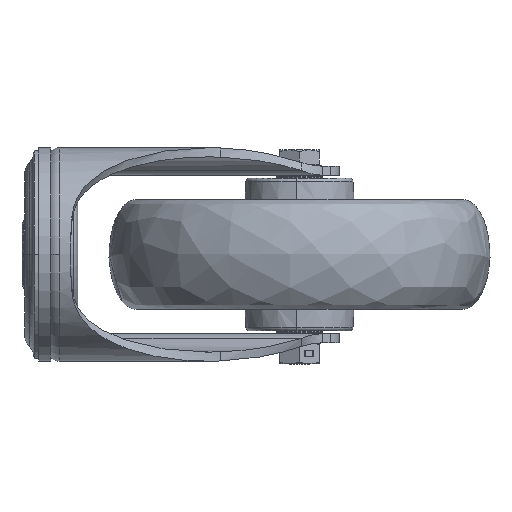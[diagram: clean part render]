
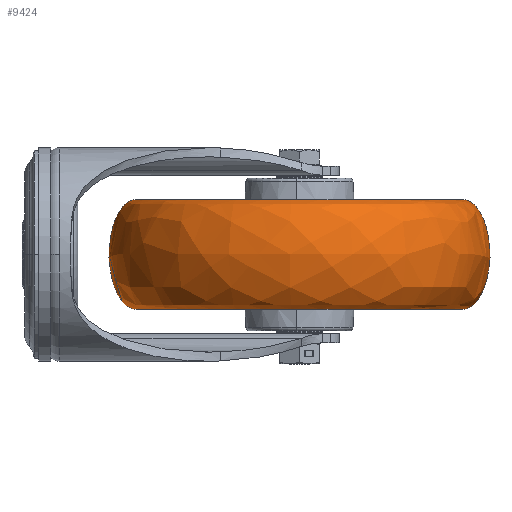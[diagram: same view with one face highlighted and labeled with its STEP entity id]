
A CAD part, left-side view. The second image highlights one B-rep face of the part: STEP entity #9424.
In plain terms, the highlighted free-form (B-spline) face has degree [3, 3] with [4, 4] control points.
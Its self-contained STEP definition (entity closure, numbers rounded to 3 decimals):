
#163 = ORIENTED_EDGE ( 'NONE', *, *, #14779, .T. ) ;
#167 = CARTESIAN_POINT ( 'NONE',  ( 42.668, -37.567, -18. ) ) ;
#633 = CARTESIAN_POINT ( 'NONE',  ( -69.535, -139.098, 18. ) ) ;
#1617 = AXIS2_PLACEMENT_3D ( 'NONE', #21679, #17719, #21428 ) ;
#1948 = FACE_OUTER_BOUND ( 'NONE', #20345, .T. ) ;
#3134 = CARTESIAN_POINT ( 'NONE',  ( 42.668, -37.567, -18. ) ) ;
#3221 = CARTESIAN_POINT ( 'NONE',  ( 42.668, -37.567, 18. ) ) ;
#3503 = DIRECTION ( 'NONE',  ( 0., 0., 1. ) ) ;
#3839 = CARTESIAN_POINT ( 'NONE',  ( 43.565, -19.589, -18. ) ) ;
#4288 = CARTESIAN_POINT ( 'NONE',  ( -64.199, -32.231, 18. ) ) ;
#4606 = VERTEX_POINT ( 'NONE', #21009 ) ;
#4637 = EDGE_CURVE ( 'NONE', #4606, #9349, #20354, .T. ) ;
#4641 = CARTESIAN_POINT ( 'NONE',  ( 37.332, -144.433, 18. ) ) ;
#6074 = CARTESIAN_POINT ( 'NONE',  ( 43.565, -19.589, 18. ) ) ;
#6489 = CARTESIAN_POINT ( 'NONE',  ( 37.332, -144.433, 18. ) ) ;
#7077 = CIRCLE ( 'NONE', #18538, 53.5 ) ;
#7361 = CARTESIAN_POINT ( 'NONE',  ( -64.199, -32.231, -18. ) ) ;
#7998 = CARTESIAN_POINT ( 'NONE',  ( 37.332, -144.433, -18. ) ) ;
#9103 = CARTESIAN_POINT ( 'NONE',  ( 36.435, -162.411, 18. ) ) ;
#9235 = VERTEX_POINT ( 'NONE', #7998 ) ;
#9252 = CARTESIAN_POINT ( 'NONE',  ( -106.387, -155.281, -18. ) ) ;
#9349 = VERTEX_POINT ( 'NONE', #3221 ) ;
#9424 = ADVANCED_FACE ( 'NONE', ( #1948 ), #14537, .F. ) ;
#10773 = CARTESIAN_POINT ( 'NONE',  ( 37.332, -144.433, 18. ) ) ;
#10895 = CARTESIAN_POINT ( 'NONE',  ( 37.332, -144.433, -18. ) ) ;
#11067 = CARTESIAN_POINT ( 'NONE',  ( -99.257, -12.459, -18. ) ) ;
#11878 = CARTESIAN_POINT ( 'NONE',  ( 42.668, -37.567, 18. ) ) ;
#11926 = CARTESIAN_POINT ( 'NONE',  ( 43.565, -19.589, -18. ) ) ;
#12867 = CARTESIAN_POINT ( 'NONE',  ( 40., -91., -18. ) ) ;
#13101 = CARTESIAN_POINT ( 'NONE',  ( 36.435, -162.411, -18. ) ) ;
#13456 = CARTESIAN_POINT ( 'NONE',  ( 36.435, -162.411, 18. ) ) ;
#14537 =( BOUNDED_SURFACE ( )  B_SPLINE_SURFACE ( 3, 3, ( 
 ( #167, #7361, #20143, #16558 ),
 ( #3839, #11067, #9252, #13101 ),
 ( #6074, #15267, #15608, #13456 ),
 ( #11878, #4288, #633, #4641 ) ),
 .UNSPECIFIED., .F., .F., .F. ) 
 B_SPLINE_SURFACE_WITH_KNOTS ( ( 4, 4 ),
 ( 4, 4 ),
 ( 0., 1. ),
 ( 0., 1. ),
 .UNSPECIFIED. ) 
 GEOMETRIC_REPRESENTATION_ITEM ( )  RATIONAL_B_SPLINE_SURFACE ( (
 ( 1., 0.333, 0.333, 1.),
 ( 0.333, 0.111, 0.111, 0.333),
 ( 0.333, 0.111, 0.111, 0.333),
 ( 1., 0.333, 0.333, 1.) ) ) 
 REPRESENTATION_ITEM ( '' )  SURFACE ( )  );
#14644 = ORIENTED_EDGE ( 'NONE', *, *, #20865, .F. ) ;
#14779 = EDGE_CURVE ( 'NONE', #4606, #9235, #7077, .T. ) ;
#14851 = CARTESIAN_POINT ( 'NONE',  ( 36.435, -162.411, -18. ) ) ;
#15267 = CARTESIAN_POINT ( 'NONE',  ( -99.257, -12.459, 18. ) ) ;
#15608 = CARTESIAN_POINT ( 'NONE',  ( -106.387, -155.281, 18. ) ) ;
#15881 = CARTESIAN_POINT ( 'NONE',  ( 42.668, -37.567, 18. ) ) ;
#16082 = ORIENTED_EDGE ( 'NONE', *, *, #22253, .T. ) ;
#16558 = CARTESIAN_POINT ( 'NONE',  ( 37.332, -144.433, -18. ) ) ;
#17719 = DIRECTION ( 'NONE',  ( 0., 0., 1. ) ) ;
#17730 =( BOUNDED_CURVE ( )  B_SPLINE_CURVE ( 3, ( #10895, #14851, #9103, #10773 ),
 .UNSPECIFIED., .F., .F. ) 
 B_SPLINE_CURVE_WITH_KNOTS ( ( 4, 4 ),
 ( 0., 3.142 ),
 .UNSPECIFIED. ) 
 CURVE ( )  GEOMETRIC_REPRESENTATION_ITEM ( )  RATIONAL_B_SPLINE_CURVE ( ( 1., 0.333, 0.333, 1. ) ) 
 REPRESENTATION_ITEM ( '' )  );
#18538 = AXIS2_PLACEMENT_3D ( 'NONE', #12867, #3503, #21976 ) ;
#19011 = ORIENTED_EDGE ( 'NONE', *, *, #4637, .F. ) ;
#19569 = CARTESIAN_POINT ( 'NONE',  ( 43.565, -19.589, 18. ) ) ;
#20143 = CARTESIAN_POINT ( 'NONE',  ( -69.535, -139.098, -18. ) ) ;
#20345 = EDGE_LOOP ( 'NONE', ( #163, #16082, #14644, #19011 ) ) ;
#20354 =( BOUNDED_CURVE ( )  B_SPLINE_CURVE ( 3, ( #3134, #11926, #19569, #15881 ),
 .UNSPECIFIED., .F., .F. ) 
 B_SPLINE_CURVE_WITH_KNOTS ( ( 4, 4 ),
 ( 0., 3.142 ),
 .UNSPECIFIED. ) 
 CURVE ( )  GEOMETRIC_REPRESENTATION_ITEM ( )  RATIONAL_B_SPLINE_CURVE ( ( 1., 0.333, 0.333, 1. ) ) 
 REPRESENTATION_ITEM ( '' )  );
#20865 = EDGE_CURVE ( 'NONE', #9349, #20977, #22176, .T. ) ;
#20977 = VERTEX_POINT ( 'NONE', #6489 ) ;
#21009 = CARTESIAN_POINT ( 'NONE',  ( 42.668, -37.567, -18. ) ) ;
#21428 = DIRECTION ( 'NONE',  ( 0.05, 0.999, 0. ) ) ;
#21679 = CARTESIAN_POINT ( 'NONE',  ( 40., -91., 18. ) ) ;
#21976 = DIRECTION ( 'NONE',  ( 0.05, 0.999, 0. ) ) ;
#22176 = CIRCLE ( 'NONE', #1617, 53.5 ) ;
#22253 = EDGE_CURVE ( 'NONE', #9235, #20977, #17730, .T. ) ;
